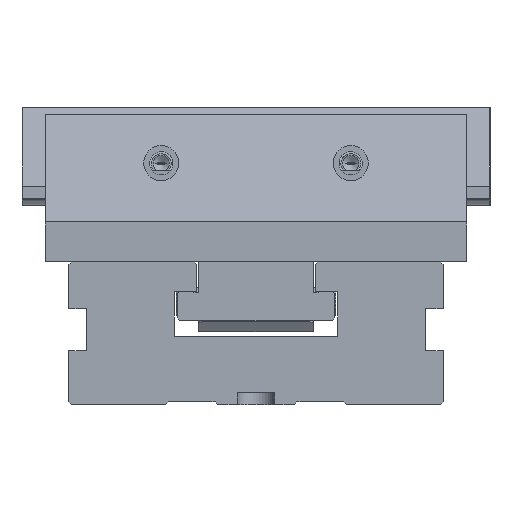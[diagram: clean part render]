
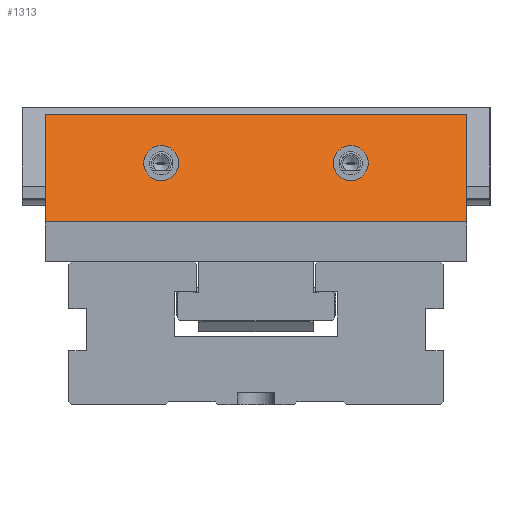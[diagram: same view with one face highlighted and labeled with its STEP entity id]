
A CAD part, left-side view. The second image highlights one B-rep face of the part: STEP entity #1313.
In plain terms, the highlighted planar face has unit normal (-0.924, 0, 0.383).
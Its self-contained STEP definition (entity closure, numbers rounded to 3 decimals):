
#285=ELLIPSE('',#9021,8.118,7.5);
#286=ELLIPSE('',#9036,8.118,7.5);
#664=FACE_BOUND('',#2500,.T.);
#665=FACE_BOUND('',#2501,.T.);
#666=FACE_BOUND('',#2502,.T.);
#1313=ADVANCED_FACE('',(#664,#665,#666),#1752,.F.);
#1752=PLANE('',#9038);
#2500=EDGE_LOOP('',(#3606,#3607,#3608,#3609));
#2501=EDGE_LOOP('',(#3610));
#2502=EDGE_LOOP('',(#3611));
#3606=ORIENTED_EDGE('',*,*,#6376,.T.);
#3607=ORIENTED_EDGE('',*,*,#6360,.T.);
#3608=ORIENTED_EDGE('',*,*,#6393,.T.);
#3609=ORIENTED_EDGE('',*,*,#6380,.T.);
#3610=ORIENTED_EDGE('',*,*,#6426,.F.);
#3611=ORIENTED_EDGE('',*,*,#6420,.F.);
#5462=VERTEX_POINT('',#12544);
#5463=VERTEX_POINT('',#12545);
#5476=VERTEX_POINT('',#12576);
#5479=VERTEX_POINT('',#12584);
#5506=VERTEX_POINT('',#12671);
#5513=VERTEX_POINT('',#12693);
#6360=EDGE_CURVE('',#5462,#5463,#7456,.T.);
#6376=EDGE_CURVE('',#5476,#5462,#7470,.T.);
#6380=EDGE_CURVE('',#5479,#5476,#7473,.T.);
#6393=EDGE_CURVE('',#5463,#5479,#7484,.T.);
#6420=EDGE_CURVE('',#5506,#5506,#285,.T.);
#6426=EDGE_CURVE('',#5513,#5513,#286,.T.);
#7456=LINE('',#12543,#8241);
#7470=LINE('',#12575,#8255);
#7473=LINE('',#12583,#8258);
#7484=LINE('',#12608,#8269);
#8241=VECTOR('',#10151,1.);
#8255=VECTOR('',#10173,1.);
#8258=VECTOR('',#10180,1.);
#8269=VECTOR('',#10199,1.);
#9021=AXIS2_PLACEMENT_3D('',#12670,#10273,#10274);
#9036=AXIS2_PLACEMENT_3D('',#12692,#10303,#10304);
#9038=AXIS2_PLACEMENT_3D('',#12695,#10307,#10308);
#10151=DIRECTION('',(0.,1.,0.));
#10173=DIRECTION('',(0.383,0.,0.924));
#10180=DIRECTION('',(0.,-1.,0.));
#10199=DIRECTION('',(-0.383,0.,-0.924));
#10273=DIRECTION('',(-0.924,0.,0.383));
#10274=DIRECTION('',(0.383,0.,0.924));
#10303=DIRECTION('',(-0.924,0.,0.383));
#10304=DIRECTION('',(0.383,0.,0.924));
#10307=DIRECTION('',(0.924,0.,-0.383));
#10308=DIRECTION('',(-0.383,0.,-0.924));
#12543=CARTESIAN_POINT('',(19.042,80.,90.4));
#12544=CARTESIAN_POINT('',(19.042,-10.,90.4));
#12545=CARTESIAN_POINT('',(19.042,170.,90.4));
#12575=CARTESIAN_POINT('',(0.589,-10.,45.853));
#12576=CARTESIAN_POINT('',(0.,-10.,44.43));
#12583=CARTESIAN_POINT('',(0.,80.,44.43));
#12584=CARTESIAN_POINT('',(0.,170.,44.43));
#12608=CARTESIAN_POINT('',(0.589,170.,45.853));
#12670=CARTESIAN_POINT('',(10.405,120.5,69.55));
#12671=CARTESIAN_POINT('',(13.512,120.5,77.05));
#12692=CARTESIAN_POINT('',(10.405,39.5,69.55));
#12693=CARTESIAN_POINT('',(13.512,39.5,77.05));
#12695=CARTESIAN_POINT('',(21.926,80.,97.363));
